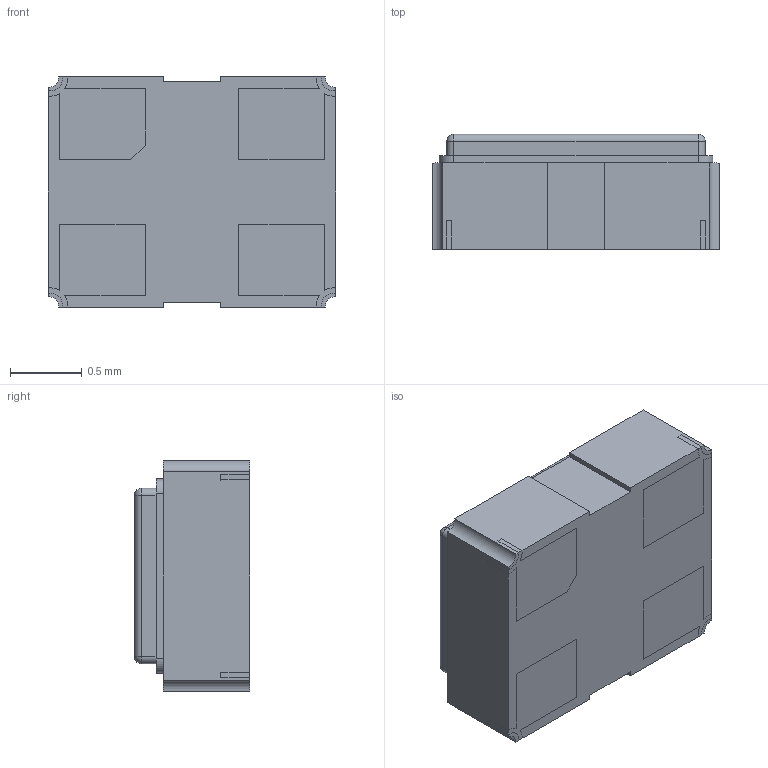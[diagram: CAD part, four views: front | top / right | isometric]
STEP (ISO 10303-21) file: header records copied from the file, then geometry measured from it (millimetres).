
FILE_DESCRIPTION (( 'STEP AP214' ), '1' );
FILE_NAME ('ECS-TXO-2016-33-100-TR.STEP', '2024-07-09T11:47:44', ( 'LENOVO' ), ( '' ), 'SwSTEP 2.0', 'SolidWorks 2021', '' );
FILE_SCHEMA (( 'AUTOMOTIVE_DESIGN' ));
Length unit declared in the file: millimetre
Products named in the file (1): ECS-TXO-2016-33-100-TR
Bounding box: 2 x 0.8 x 1.6 mm (x, y, z)
Volume: 2.3 mm3; surface area: 27.5 mm2
Topology: 8 solids, 8 shells, 143 faces, 370 edges, 240 vertices
Faces by surface type: plane 87, cylinder 52, sphere 4
Entity records: 4425 total; most frequent: DIRECTION 758, CARTESIAN_POINT 750, ORIENTED_EDGE 732, EDGE_CURVE 366, LINE 262, VECTOR 262, AXIS2_PLACEMENT_3D 248, VERTEX_POINT 240
